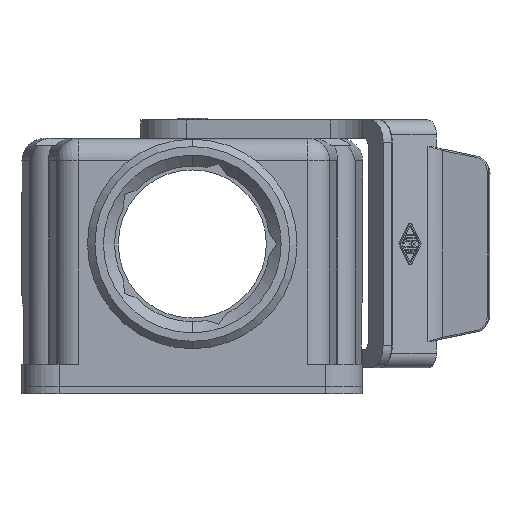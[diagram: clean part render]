
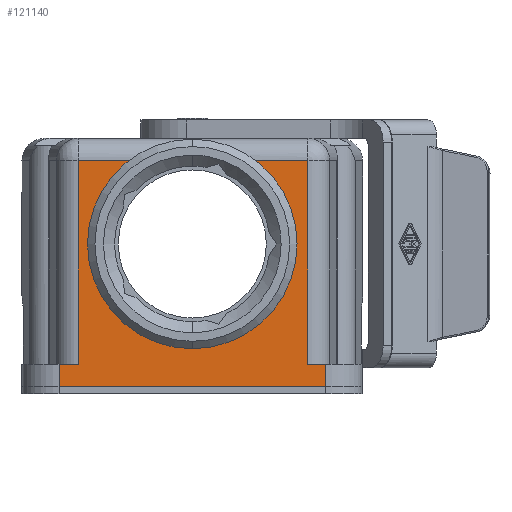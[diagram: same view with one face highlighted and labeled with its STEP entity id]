
A CAD part, front view. The second image highlights one B-rep face of the part: STEP entity #121140.
In plain terms, the highlighted face is planar.
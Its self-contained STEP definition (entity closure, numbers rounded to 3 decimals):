
#1480=CARTESIAN_POINT('',(52.918,66.075,65.15));
#1490=VERTEX_POINT('',#1480);
#2450=CARTESIAN_POINT('',(28.514,72.891,65.15));
#2460=VERTEX_POINT('',#2450);
#2490=CARTESIAN_POINT('',(39.764,66.075,65.15));
#2500=DIRECTION('',(0.,0.,1.));
#2510=DIRECTION('',(1.,0.,0.));
#2520=AXIS2_PLACEMENT_3D('',#2490,#2500,#2510);
#2530=CIRCLE('',#2520,13.154);
#2540=EDGE_CURVE('',#1490,#2460,#2530,.T.);
#4610=CARTESIAN_POINT('',(59.014,48.075,65.15));
#4620=VERTEX_POINT('',#4610);
#4650=CARTESIAN_POINT('',(59.014,44.427,65.15));
#4660=DIRECTION('',(0.,1.,0.));
#4670=VECTOR('',#4660,1.);
#4680=LINE('',#4650,#4670);
#4690=CARTESIAN_POINT('',(59.014,84.075,65.15));
#4700=VERTEX_POINT('',#4690);
#4710=EDGE_CURVE('',#4620,#4700,#4680,.T.);
#29020=CARTESIAN_POINT('',(56.014,81.686,65.15));
#29030=VERTEX_POINT('',#29020);
#29790=CARTESIAN_POINT('',(56.014,84.075,65.15));
#29800=VERTEX_POINT('',#29790);
#29830=CARTESIAN_POINT('',(56.014,44.427,65.15));
#29840=DIRECTION('',(0.,-1.,0.));
#29850=VECTOR('',#29840,1.);
#29860=LINE('',#29830,#29850);
#29870=EDGE_CURVE('',#29800,#29030,#29860,.T.);
#97320=CARTESIAN_POINT('',(56.014,48.075,65.15));
#97330=VERTEX_POINT('',#97320);
#97890=CARTESIAN_POINT('',(56.014,50.666,65.15));
#97900=VERTEX_POINT('',#97890);
#97930=CARTESIAN_POINT('',(56.014,44.427,65.15));
#97940=DIRECTION('',(0.,-1.,0.));
#97950=VECTOR('',#97940,1.);
#97960=LINE('',#97930,#97950);
#97970=EDGE_CURVE('',#97900,#97330,#97960,.T.);
#120590=CARTESIAN_POINT('',(63.079,38.781,65.15));
#120600=DIRECTION('',(0.,0.,-1.));
#120610=DIRECTION('',(0.,1.,0.));
#120620=AXIS2_PLACEMENT_3D('',#120590,#120600,#120610);
#120630=PLANE('',#120620);
#120640=ORIENTED_EDGE('',*,*,#4710,.T.);
#120650=CARTESIAN_POINT('',(40.022,48.075,65.15));
#120660=DIRECTION('',(-1.,0.,0.));
#120670=VECTOR('',#120660,1.);
#120680=LINE('',#120650,#120670);
#120690=EDGE_CURVE('',#4620,#97330,#120680,.T.);
#120700=ORIENTED_EDGE('',*,*,#120690,.F.);
#120710=ORIENTED_EDGE('',*,*,#97970,.T.);
#120720=CARTESIAN_POINT('',(40.764,50.666,65.15));
#120730=DIRECTION('',(1.,0.,0.));
#120740=VECTOR('',#120730,1.);
#120750=LINE('',#120720,#120740);
#120760=CARTESIAN_POINT('',(28.514,50.666,65.15));
#120770=VERTEX_POINT('',#120760);
#120780=EDGE_CURVE('',#120770,#97900,#120750,.T.);
#120790=ORIENTED_EDGE('',*,*,#120780,.T.);
#120800=CARTESIAN_POINT('',(28.514,66.176,65.15));
#120810=DIRECTION('',(0.,-1.,0.));
#120820=VECTOR('',#120810,1.);
#120830=LINE('',#120800,#120820);
#120840=CARTESIAN_POINT('',(28.514,59.259,65.15));
#120850=VERTEX_POINT('',#120840);
#120860=EDGE_CURVE('',#120850,#120770,#120830,.T.);
#120870=ORIENTED_EDGE('',*,*,#120860,.T.);
#120880=EDGE_CURVE('',#120850,#1490,#2530,.T.);
#120890=ORIENTED_EDGE('',*,*,#120880,.F.);
#120900=ORIENTED_EDGE('',*,*,#2540,.F.);
#120910=CARTESIAN_POINT('',(28.514,66.176,65.15));
#120920=DIRECTION('',(0.,-1.,0.));
#120930=VECTOR('',#120920,1.);
#120940=LINE('',#120910,#120930);
#120950=CARTESIAN_POINT('',(28.514,81.686,65.15));
#120960=VERTEX_POINT('',#120950);
#120970=EDGE_CURVE('',#120960,#2460,#120940,.T.);
#120980=ORIENTED_EDGE('',*,*,#120970,.T.);
#120990=CARTESIAN_POINT('',(40.764,81.686,65.15));
#121000=DIRECTION('',(-1.,0.,0.));
#121010=VECTOR('',#121000,1.);
#121020=LINE('',#120990,#121010);
#121030=EDGE_CURVE('',#29030,#120960,#121020,.T.);
#121040=ORIENTED_EDGE('',*,*,#121030,.T.);
#121050=ORIENTED_EDGE('',*,*,#29870,.T.);
#121060=CARTESIAN_POINT('',(40.022,84.075,65.15));
#121070=DIRECTION('',(1.,0.,0.));
#121080=VECTOR('',#121070,1.);
#121090=LINE('',#121060,#121080);
#121100=EDGE_CURVE('',#29800,#4700,#121090,.T.);
#121110=ORIENTED_EDGE('',*,*,#121100,.F.);
#121120=EDGE_LOOP('',(#121110,#121050,#121040,#120980,#120900,#120890,
#120870,#120790,#120710,#120700,#120640));
#121130=FACE_OUTER_BOUND('',#121120,.T.);
#121140=ADVANCED_FACE('',(#121130),#120630,.F.);
